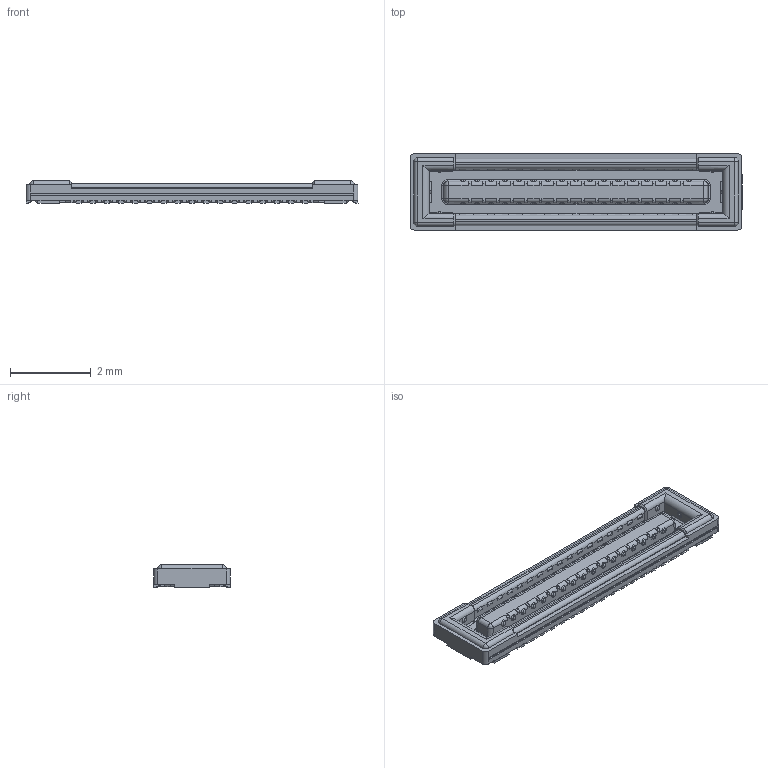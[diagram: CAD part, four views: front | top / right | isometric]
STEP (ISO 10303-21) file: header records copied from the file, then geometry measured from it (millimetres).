
FILE_DESCRIPTION((''),'2;1');
FILE_NAME('B09R-34PIN_20240426','2024-04-27T07:10:30',('eng801'),(''),'CREO PARAMETRIC BY PTC INC, 2019010','CREO PARAMETRIC BY PTC INC, 2019010','');
FILE_SCHEMA(('CONFIG_CONTROL_DESIGN'));
Length unit declared in the file: millimetre
Products named in the file (1): B09R-34PIN_20240426
Bounding box: 8.2 x 1.9 x 0.55 mm (x, y, z)
Volume: 5.3 mm3; surface area: 53.1 mm2
Topology: 1 solids, 1 shells, 997 faces, 3164 edges, 2164 vertices
Faces by surface type: plane 677, cylinder 216, cone 84, sphere 8, bspline 8, torus 4
Entity records: 35503 total; most frequent: CARTESIAN_POINT 7216, ORIENTED_EDGE 5992, DIRECTION 5776, EDGE_CURVE 2996, VECTOR 2156, LINE 2156, VERTEX_POINT 2004, AXIS2_PLACEMENT_3D 1810
